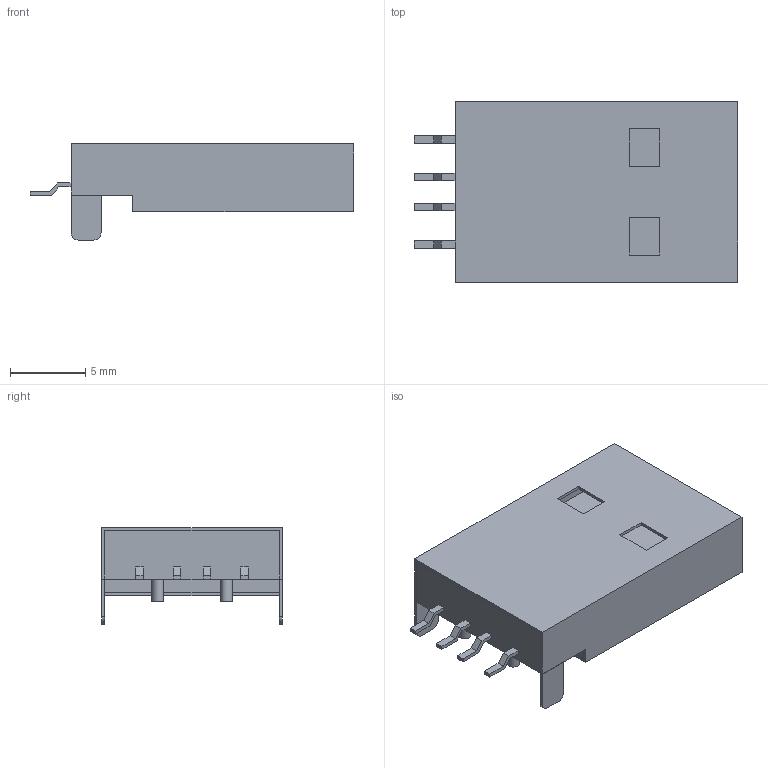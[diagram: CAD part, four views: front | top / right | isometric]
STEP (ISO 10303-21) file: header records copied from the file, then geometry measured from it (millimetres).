
FILE_DESCRIPTION(('FreeCAD Model'),'2;1');
FILE_NAME('USB-A-Connector.step', '2018-10-15T22:26:17',('kicad StepUp'),('ksu MCAD'), 'Open CASCADE STEP processor 6.9','FreeCAD','Unknown');
FILE_SCHEMA(('AUTOMOTIVE_DESIGN { 1 0 10303 214 1 1 1 1 }'));
Length unit declared in the file: millimetre
Products named in the file (1): USB-A-Connector
Bounding box: 21.5 x 12 x 6.4 mm (x, y, z)
Volume: 759 mm3; surface area: 991.5 mm2
Topology: 1 solids, 1 shells, 84 faces, 215 edges, 140 vertices
Faces by surface type: plane 78, cylinder 6
Full cylindrical faces by diameter (mm): 0.8 x2
Entity records: 3100 total; most frequent: CARTESIAN_POINT 440, ORIENTED_EDGE 430, DIRECTION 397, EDGE_CURVE 215, LINE 203, VECTOR 203, VERTEX_POINT 140, AXIS2_PLACEMENT_3D 97
